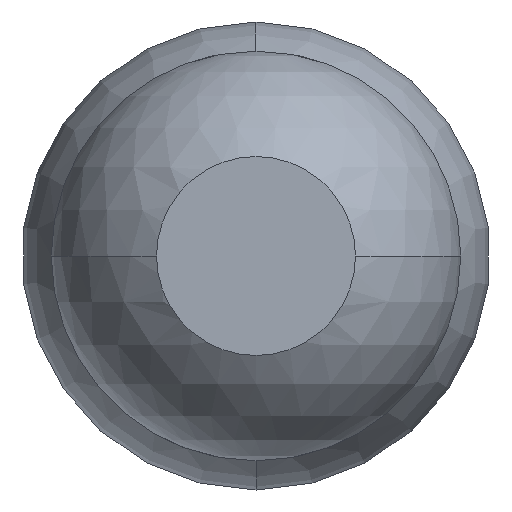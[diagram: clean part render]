
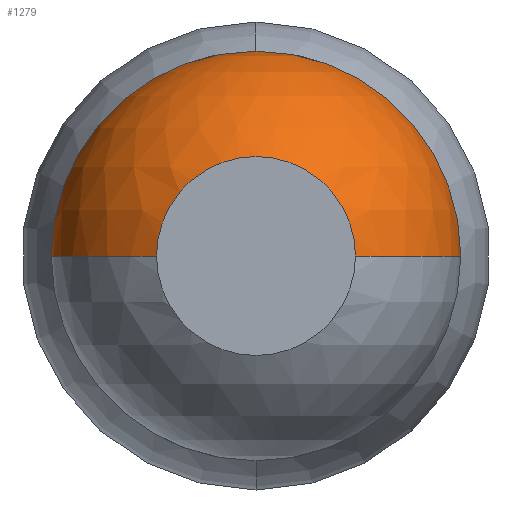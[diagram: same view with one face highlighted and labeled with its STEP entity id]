
A CAD part, front view. The second image highlights one B-rep face of the part: STEP entity #1279.
In plain terms, the highlighted spherical face has radius 0.35 mm.
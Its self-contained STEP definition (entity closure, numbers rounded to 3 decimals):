
#7 = CARTESIAN_POINT ( 'NONE',  ( 0., -13.694, 0. ) ) ;
#15 = DIRECTION ( 'NONE',  ( 0., 0., 1. ) ) ;
#56 = CIRCLE ( 'NONE', #1091, 0.35 ) ;
#85 = CARTESIAN_POINT ( 'NONE',  ( 0.17, -14., 0. ) ) ;
#125 = DIRECTION ( 'NONE',  ( 0., 0., -1. ) ) ;
#251 = DIRECTION ( 'NONE',  ( 0., 0., -1. ) ) ;
#337 = CARTESIAN_POINT ( 'NONE',  ( 0., -13.694, 0. ) ) ;
#376 = CIRCLE ( 'NONE', #1604, 0.17 ) ;
#487 = SPHERICAL_SURFACE ( 'NONE', #1296, 0.35 ) ;
#535 = DIRECTION ( 'NONE',  ( 0., -1., 0. ) ) ;
#550 = DIRECTION ( 'NONE',  ( 1., 0., 0. ) ) ;
#678 = EDGE_CURVE ( 'Defeature ausgef�hrt2_7+Defeature ausgef�hrt2_4+Defeature ausgef�hrt2_4+Defeature ausgef�hrt2_4', #1318, #2612, #376, .T. ) ;
#851 = ORIENTED_EDGE ( 'NONE', *, *, #1878, .T. ) ;
#960 = DIRECTION ( 'NONE',  ( 0., 0., -1. ) ) ;
#975 = AXIS2_PLACEMENT_3D ( 'NONE', #2384, #1058, #1946 ) ;
#1011 = CARTESIAN_POINT ( 'NONE',  ( 0., -13.694, 0. ) ) ;
#1018 = CARTESIAN_POINT ( 'NONE',  ( 0., -13.694, 0. ) ) ;
#1058 = DIRECTION ( 'NONE',  ( 0., 1., 0. ) ) ;
#1076 = CARTESIAN_POINT ( 'NONE',  ( -0.35, -13.694, 0. ) ) ;
#1091 = AXIS2_PLACEMENT_3D ( 'NONE', #7, #15, #1759 ) ;
#1101 = CARTESIAN_POINT ( 'NONE',  ( 0., -14., 0.17 ) ) ;
#1242 = DIRECTION ( 'NONE',  ( 0., 1., 0. ) ) ;
#1279 = ADVANCED_FACE ( 'Defeature ausgef�hrt2_4', ( #2107 ), #487, .T. ) ;
#1296 = AXIS2_PLACEMENT_3D ( 'NONE', #1018, #251, #550 ) ;
#1318 = VERTEX_POINT ( 'NONE', #1101 ) ;
#1433 = EDGE_LOOP ( 'NONE', ( #2342, #2376, #1813, #851, #1745, #2777 ) ) ;
#1437 = CIRCLE ( 'NONE', #975, 0.35 ) ;
#1461 = DIRECTION ( 'NONE',  ( 0., 0., 1. ) ) ;
#1577 = AXIS2_PLACEMENT_3D ( 'NONE', #1011, #1242, #1461 ) ;
#1604 = AXIS2_PLACEMENT_3D ( 'NONE', #2063, #2540, #125 ) ;
#1745 = ORIENTED_EDGE ( 'NONE', *, *, #1779, .F. ) ;
#1759 = DIRECTION ( 'NONE',  ( 1., 0., 0. ) ) ;
#1779 = EDGE_CURVE ( 'Defeature ausgef�hrt2_3+Defeature ausgef�hrt2_4+Defeature ausgef�hrt2_4+Defeature ausgef�hrt2_4', #2447, #2479, #1437, .T. ) ;
#1813 = ORIENTED_EDGE ( 'NONE', *, *, #2698, .F. ) ;
#1850 = VERTEX_POINT ( 'NONE', #1076 ) ;
#1853 = CARTESIAN_POINT ( 'NONE',  ( -0.17, -14., 0. ) ) ;
#1878 = EDGE_CURVE ( 'NONE', #2642, #2479, #56, .T. ) ;
#1946 = DIRECTION ( 'NONE',  ( 0., 0., 1. ) ) ;
#2063 = CARTESIAN_POINT ( 'NONE',  ( 0., -14., 0. ) ) ;
#2107 = FACE_OUTER_BOUND ( 'NONE', #1433, .T. ) ;
#2172 = CIRCLE ( 'NONE', #1577, 0.35 ) ;
#2218 = AXIS2_PLACEMENT_3D ( 'NONE', #337, #2348, #2761 ) ;
#2283 = CARTESIAN_POINT ( 'NONE',  ( 0., -14., 0. ) ) ;
#2342 = ORIENTED_EDGE ( 'NONE', *, *, #2721, .F. ) ;
#2348 = DIRECTION ( 'NONE',  ( 0., 0., -1. ) ) ;
#2365 = CARTESIAN_POINT ( 'NONE',  ( 0., -13.694, 0.35 ) ) ;
#2376 = ORIENTED_EDGE ( 'NONE', *, *, #678, .F. ) ;
#2384 = CARTESIAN_POINT ( 'NONE',  ( 0., -13.694, 0. ) ) ;
#2436 = CARTESIAN_POINT ( 'NONE',  ( 0.35, -13.694, 0. ) ) ;
#2447 = VERTEX_POINT ( 'NONE', #2365 ) ;
#2479 = VERTEX_POINT ( 'NONE', #2436 ) ;
#2540 = DIRECTION ( 'NONE',  ( 0., -1., 0. ) ) ;
#2557 = CIRCLE ( 'NONE', #2664, 0.17 ) ;
#2612 = VERTEX_POINT ( 'NONE', #1853 ) ;
#2642 = VERTEX_POINT ( 'NONE', #85 ) ;
#2664 = AXIS2_PLACEMENT_3D ( 'NONE', #2283, #535, #960 ) ;
#2698 = EDGE_CURVE ( 'Defeature ausgef�hrt2_7+Defeature ausgef�hrt2_4+Defeature ausgef�hrt2_4+Defeature ausgef�hrt2_4', #2642, #1318, #2557, .T. ) ;
#2721 = EDGE_CURVE ( 'NONE', #2612, #1850, #2785, .T. ) ;
#2758 = EDGE_CURVE ( 'Defeature ausgef�hrt2_3+Defeature ausgef�hrt2_4+Defeature ausgef�hrt2_4+Defeature ausgef�hrt2_4', #1850, #2447, #2172, .T. ) ;
#2761 = DIRECTION ( 'NONE',  ( -1., 0., 0. ) ) ;
#2777 = ORIENTED_EDGE ( 'NONE', *, *, #2758, .F. ) ;
#2785 = CIRCLE ( 'NONE', #2218, 0.35 ) ;
